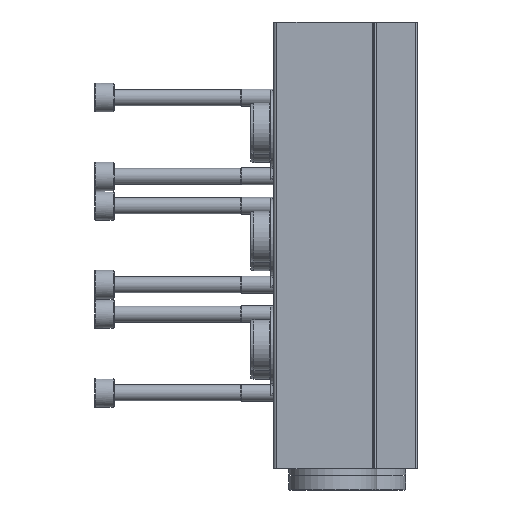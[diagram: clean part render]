
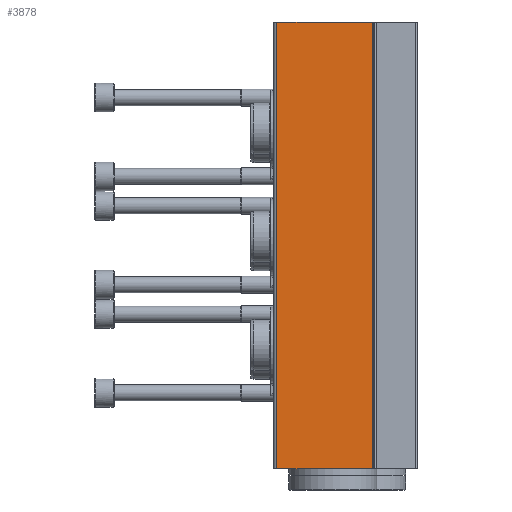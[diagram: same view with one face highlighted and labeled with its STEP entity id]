
A CAD part, left-side view. The second image highlights one B-rep face of the part: STEP entity #3878.
In plain terms, the highlighted planar face has unit normal (-1, 0, 0).
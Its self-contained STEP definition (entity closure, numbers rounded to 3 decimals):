
#129=PLANE('',#4184);
#240=LINE('',#6090,#514);
#241=LINE('',#6092,#515);
#242=LINE('',#6094,#516);
#243=LINE('',#6096,#517);
#514=VECTOR('',#4693,1000.);
#515=VECTOR('',#4696,1000.);
#516=VECTOR('',#4697,1000.);
#517=VECTOR('',#4698,1000.);
#1036=ORIENTED_EDGE('',*,*,#2090,.F.);
#1037=ORIENTED_EDGE('',*,*,#2089,.F.);
#1038=ORIENTED_EDGE('',*,*,#2091,.T.);
#1039=ORIENTED_EDGE('',*,*,#2092,.T.);
#2089=EDGE_CURVE('',#2616,#2614,#240,.T.);
#2090=EDGE_CURVE('',#2614,#2617,#241,.T.);
#2091=EDGE_CURVE('',#2616,#2618,#242,.T.);
#2092=EDGE_CURVE('',#2618,#2617,#243,.T.);
#2614=VERTEX_POINT('',#6085);
#2616=VERTEX_POINT('',#6089);
#2617=VERTEX_POINT('',#6093);
#2618=VERTEX_POINT('',#6095);
#3025=EDGE_LOOP('',(#1036,#1037,#1038,#1039));
#3405=FACE_BOUND('',#3025,.T.);
#3878=ADVANCED_FACE('',(#3405),#129,.T.);
#4184=AXIS2_PLACEMENT_3D('',#6091,#4694,#4695);
#4693=DIRECTION('',(0.,0.,1.));
#4694=DIRECTION('',(-1.,0.,0.));
#4695=DIRECTION('',(0.,0.,1.));
#4696=DIRECTION('',(0.,-1.,0.));
#4697=DIRECTION('',(0.,-1.,0.));
#4698=DIRECTION('',(0.,0.,1.));
#6085=CARTESIAN_POINT('',(-47.,41.5,0.));
#6089=CARTESIAN_POINT('',(-47.,41.5,-132.));
#6090=CARTESIAN_POINT('',(-47.,41.5,-132.));
#6091=CARTESIAN_POINT('',(-47.,41.5,-132.));
#6092=CARTESIAN_POINT('',(-47.,41.5,0.));
#6093=CARTESIAN_POINT('',(-47.,13.377,0.));
#6094=CARTESIAN_POINT('',(-47.,41.5,-132.));
#6095=CARTESIAN_POINT('',(-47.,13.377,-132.));
#6096=CARTESIAN_POINT('',(-47.,13.377,-132.));
